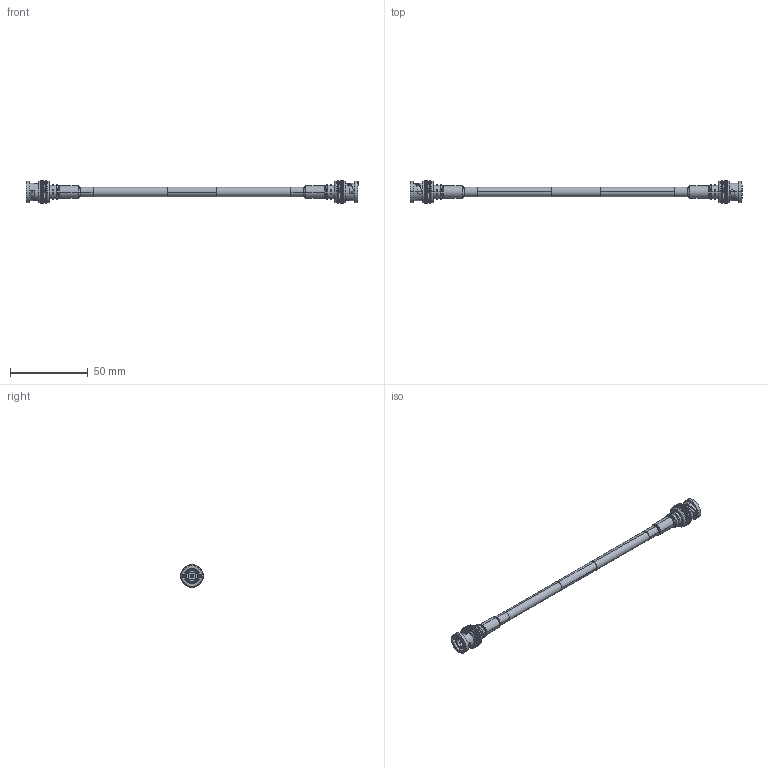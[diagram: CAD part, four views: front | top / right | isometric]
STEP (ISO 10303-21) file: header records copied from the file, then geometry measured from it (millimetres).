
FILE_DESCRIPTION (( 'STEP AP214' ), '1' );
FILE_NAME ('FMC0808240-SP_3D.step', '2023-02-06T16:20:36', ( '' ), ( '' ), 'SwSTEP 2.0', 'SolidWorks 2022', '' );
FILE_SCHEMA (( 'AUTOMOTIVE_DESIGN' ));
Length unit declared in the file: inch
Products named in the file (9): Copy (2) of TC-240-BM-X^FMC0808240-SP; TC-240-BM-X_ferrule; TC-240-BM-X_c-contact; TC-240-BM-X_body_with flange; Copy of LMR-240^FMC0808240-SP_默认; TC-240-BM-X_insulator; Part1^FMC0808240-SP; Copy of TC-240-BM-X^FMC0808240-SP; FMC0808240-SP_3D
Assembly tree (12 placements, depth 3):
  FMC0808240-SP_3D
    Copy of TC-240-BM-X^FMC0808240-SP
      TC-240-BM-X_body_with flange
      TC-240-BM-X_c-contact
      TC-240-BM-X_insulator
      TC-240-BM-X_ferrule
    Copy (2) of TC-240-BM-X^FMC0808240-SP
      TC-240-BM-X_body_with flange
      TC-240-BM-X_c-contact
      TC-240-BM-X_insulator
      TC-240-BM-X_ferrule
    Copy of LMR-240^FMC0808240-SP_默认
    Part1^FMC0808240-SP
Bounding box: 212.91 x 14.5 x 14.5 mm (x, y, z)
Volume: 8787.2 mm3; surface area: 12568.3 mm2
Topology: 12 solids, 14 shells, 906 faces, 2398 edges, 1538 vertices
Faces by surface type: plane 396, cylinder 382, cone 100, bspline 16, torus 8, sphere 4
Entity records: 17082 total; most frequent: CARTESIAN_POINT 5344, ORIENTED_EDGE 2472, DIRECTION 1926, EDGE_CURVE 1236, VERTEX_POINT 793, AXIS2_PLACEMENT_3D 737, B_SPLINE_CURVE_WITH_KNOTS 520, EDGE_LOOP 501
